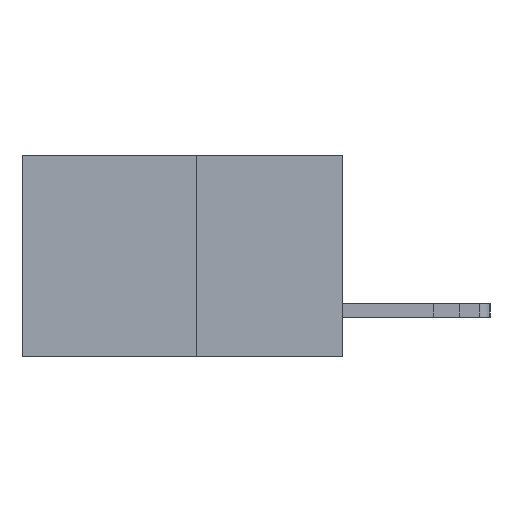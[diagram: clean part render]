
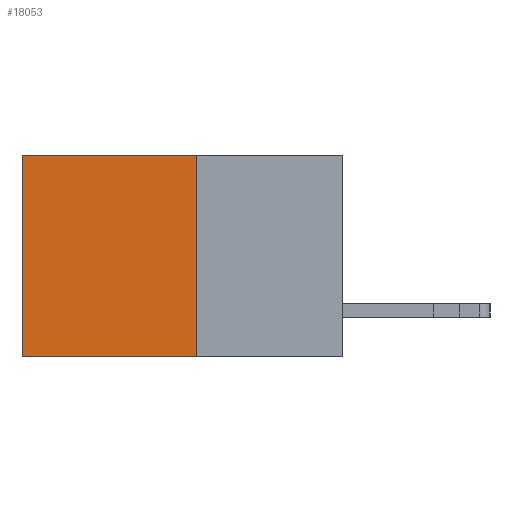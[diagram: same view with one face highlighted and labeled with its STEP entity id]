
A CAD part, left-side view. The second image highlights one B-rep face of the part: STEP entity #18053.
In plain terms, the highlighted planar face has unit normal (-1, 0, 0).
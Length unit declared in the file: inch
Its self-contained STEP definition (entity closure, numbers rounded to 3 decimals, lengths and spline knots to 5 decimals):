
#244 = VECTOR ( 'NONE', #18692, 39.37008 ) ;
#540 = FACE_OUTER_BOUND ( 'NONE', #12566, .T. ) ;
#748 = VECTOR ( 'NONE', #5883, 39.37008 ) ;
#1305 = LINE ( 'NONE', #5908, #748 ) ;
#3503 = CARTESIAN_POINT ( 'NONE',  ( 0.277, 0.27, -0.37 ) ) ;
#3801 = AXIS2_PLACEMENT_3D ( 'NONE', #4456, #16101, #6120 ) ;
#4456 = CARTESIAN_POINT ( 'NONE',  ( 0.277, 0.27, -0.37 ) ) ;
#4951 = ORIENTED_EDGE ( 'NONE', *, *, #5160, .T. ) ;
#5160 = EDGE_CURVE ( 'NONE', #13249, #8405, #13652, .T. ) ;
#5313 = LINE ( 'NONE', #14736, #9200 ) ;
#5883 = DIRECTION ( 'NONE',  ( 0., 1., 0. ) ) ;
#5908 = CARTESIAN_POINT ( 'NONE',  ( 0.277, 0.27, -0.37 ) ) ;
#5958 = EDGE_CURVE ( 'NONE', #20694, #8405, #1305, .T. ) ;
#6120 = DIRECTION ( 'NONE',  ( 0., 0., -1. ) ) ;
#7156 = ORIENTED_EDGE ( 'NONE', *, *, #20025, .T. ) ;
#7559 = CARTESIAN_POINT ( 'NONE',  ( 0.277, 0.27, -0.37 ) ) ;
#7633 = DIRECTION ( 'NONE',  ( 0., 0., -1. ) ) ;
#8405 = VERTEX_POINT ( 'NONE', #17128 ) ;
#8907 = ORIENTED_EDGE ( 'NONE', *, *, #18525, .F. ) ;
#8923 = ORIENTED_EDGE ( 'NONE', *, *, #5958, .F. ) ;
#9200 = VECTOR ( 'NONE', #9713, 39.37008 ) ;
#9713 = DIRECTION ( 'NONE',  ( 0., 1., 0. ) ) ;
#12003 = CARTESIAN_POINT ( 'NONE',  ( 0.277, 0.27, 0. ) ) ;
#12522 = VERTEX_POINT ( 'NONE', #12003 ) ;
#12566 = EDGE_LOOP ( 'NONE', ( #4951, #8923, #8907, #7156 ) ) ;
#12692 = PLANE ( 'NONE',  #3801 ) ;
#13249 = VERTEX_POINT ( 'NONE', #17281 ) ;
#13652 = LINE ( 'NONE', #18919, #244 ) ;
#14736 = CARTESIAN_POINT ( 'NONE',  ( 0.277, 0.27, 0. ) ) ;
#15019 = LINE ( 'NONE', #7559, #18891 ) ;
#16101 = DIRECTION ( 'NONE',  ( 1., 0., 0. ) ) ;
#17128 = CARTESIAN_POINT ( 'NONE',  ( 0.277, 0.59, -0.37 ) ) ;
#17281 = CARTESIAN_POINT ( 'NONE',  ( 0.277, 0.59, 0. ) ) ;
#18053 = ADVANCED_FACE ( 'NONE', ( #540 ), #12692, .F. ) ;
#18525 = EDGE_CURVE ( 'NONE', #12522, #20694, #15019, .T. ) ;
#18692 = DIRECTION ( 'NONE',  ( 0., 0., -1. ) ) ;
#18891 = VECTOR ( 'NONE', #7633, 39.37008 ) ;
#18919 = CARTESIAN_POINT ( 'NONE',  ( 0.277, 0.59, -0.37 ) ) ;
#20025 = EDGE_CURVE ( 'NONE', #12522, #13249, #5313, .T. ) ;
#20694 = VERTEX_POINT ( 'NONE', #3503 ) ;
